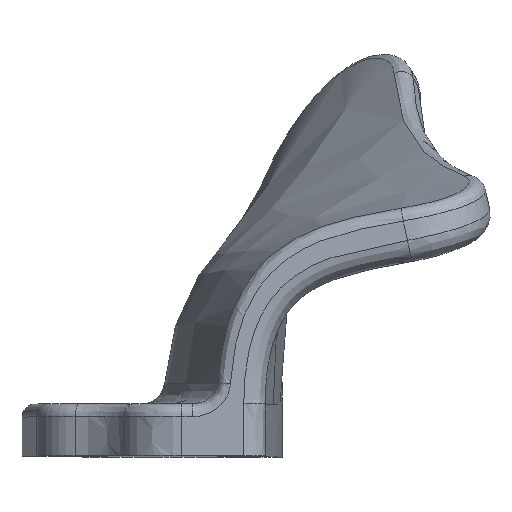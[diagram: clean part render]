
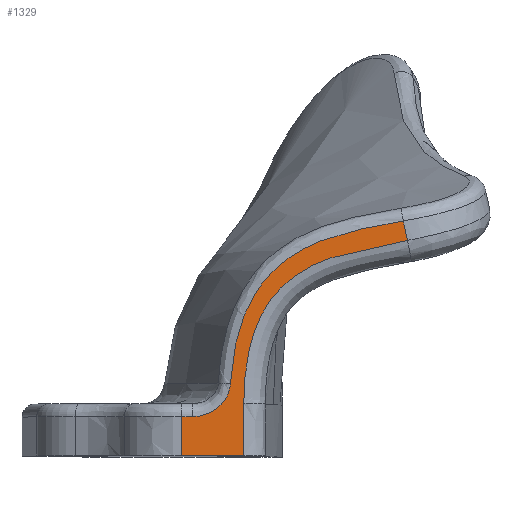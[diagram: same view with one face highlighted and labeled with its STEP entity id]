
A CAD part, top view. The second image highlights one B-rep face of the part: STEP entity #1329.
In plain terms, the highlighted planar face has unit normal (0, 0, 1).
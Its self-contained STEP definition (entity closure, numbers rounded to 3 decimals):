
#32=PLANE('',#1438);
#39=LINE('',#2493,#69);
#49=LINE('',#3462,#79);
#69=VECTOR('',#1530,10.);
#79=VECTOR('',#1566,10.);
#179=FACE_OUTER_BOUND('',#265,.T.);
#265=EDGE_LOOP('',(#1109,#1110,#1111,#1112,#1113,#1114,#1115,#1116));
#319=B_SPLINE_CURVE_WITH_KNOTS('',3,(#2533,#2534,#2535,#2536,#2537,#2538),
 .UNSPECIFIED.,.F.,.F.,(4,1,1,4),(0.,0.543,0.906,
1.268),.UNSPECIFIED.);
#320=B_SPLINE_CURVE_WITH_KNOTS('',3,(#2590,#2591,#2592,#2593,#2594,#2595,
#2596,#2597,#2598,#2599),.UNSPECIFIED.,.F.,.F.,(4,1,1,1,1,1,1,4),(-6.093,
-5.223,-4.352,-3.482,-2.611,
-1.741,-0.87,0.),.UNSPECIFIED.);
#357=B_SPLINE_CURVE_WITH_KNOTS('',3,(#3361,#3362,#3363,#3364),
 .UNSPECIFIED.,.F.,.F.,(4,4),(-1.2,-0.3),.UNSPECIFIED.);
#365=B_SPLINE_CURVE_WITH_KNOTS('',3,(#3618,#3619,#3620,#3621),
 .UNSPECIFIED.,.F.,.F.,(4,4),(-0.002,1.2),.UNSPECIFIED.);
#383=B_SPLINE_CURVE_WITH_KNOTS('',3,(#4280,#4281,#4282,#4283,#4284,#4285,
#4286,#4287,#4288,#4289,#4290,#4291,#4292,#4293,#4294,#4295,#4296,#4297,
#4298,#4299,#4300,#4301,#4302,#4303,#4304,#4305,#4306),.UNSPECIFIED.,.F.,
 .F.,(4,1,1,1,1,1,1,1,1,1,1,1,1,1,1,1,1,1,1,1,1,1,2,4),(-6.022,
-5.721,-5.42,-5.119,-4.817,
-4.516,-4.215,-3.914,-3.613,
-3.312,-3.011,-2.71,-2.409,
-2.108,-1.807,-1.505,-1.204,
-0.903,-0.602,-0.301,-0.151,
-0.075,0.,0.002),.UNSPECIFIED.);
#384=B_SPLINE_CURVE_WITH_KNOTS('',3,(#4308,#4309,#4310,#4311),
 .UNSPECIFIED.,.F.,.F.,(4,4),(-0.483,-0.027),
 .UNSPECIFIED.);
#506=VERTEX_POINT('',#2475);
#508=VERTEX_POINT('',#2489);
#510=VERTEX_POINT('',#2524);
#512=VERTEX_POINT('',#2589);
#536=VERTEX_POINT('',#3353);
#546=VERTEX_POINT('',#3451);
#561=VERTEX_POINT('',#3607);
#574=VERTEX_POINT('',#4074);
#656=EDGE_CURVE('',#506,#508,#39,.T.);
#659=EDGE_CURVE('',#508,#510,#319,.T.);
#660=EDGE_CURVE('',#510,#512,#320,.T.);
#705=EDGE_CURVE('',#536,#506,#357,.T.);
#719=EDGE_CURVE('',#546,#536,#49,.T.);
#744=EDGE_CURVE('',#561,#546,#365,.T.);
#771=EDGE_CURVE('',#574,#561,#383,.T.);
#772=EDGE_CURVE('',#512,#574,#384,.T.);
#1109=ORIENTED_EDGE('',*,*,#656,.F.);
#1110=ORIENTED_EDGE('',*,*,#705,.F.);
#1111=ORIENTED_EDGE('',*,*,#719,.F.);
#1112=ORIENTED_EDGE('',*,*,#744,.F.);
#1113=ORIENTED_EDGE('',*,*,#771,.F.);
#1114=ORIENTED_EDGE('',*,*,#772,.F.);
#1115=ORIENTED_EDGE('',*,*,#660,.F.);
#1116=ORIENTED_EDGE('',*,*,#659,.F.);
#1329=ADVANCED_FACE('',(#179),#32,.T.);
#1438=AXIS2_PLACEMENT_3D('',#4307,#1635,#1636);
#1530=DIRECTION('',(1.,0.,0.));
#1566=DIRECTION('',(-1.,0.,0.));
#1635=DIRECTION('center_axis',(0.,0.,1.));
#1636=DIRECTION('ref_axis',(-1.,0.,0.));
#2475=CARTESIAN_POINT('',(-22.13,-3.,0.));
#2489=CARTESIAN_POINT('',(-19.609,-3.,0.));
#2493=CARTESIAN_POINT('',(-10.803,-3.,0.));
#2524=CARTESIAN_POINT('',(-10.938,4.575,0.));
#2533=CARTESIAN_POINT('Ctrl Pts',(-19.609,-3.,0.));
#2534=CARTESIAN_POINT('Ctrl Pts',(-17.798,-3.,0.));
#2535=CARTESIAN_POINT('Ctrl Pts',(-14.777,-2.106,0.));
#2536=CARTESIAN_POINT('Ctrl Pts',(-11.761,1.002,0.));
#2537=CARTESIAN_POINT('Ctrl Pts',(-11.008,3.37,0.));
#2538=CARTESIAN_POINT('Ctrl Pts',(-10.938,4.575,0.));
#2589=CARTESIAN_POINT('',(28.801,41.96,0.));
#2590=CARTESIAN_POINT('Ctrl Pts',(-10.938,4.575,0.));
#2591=CARTESIAN_POINT('Ctrl Pts',(-10.77,7.472,0.));
#2592=CARTESIAN_POINT('Ctrl Pts',(-10.107,13.244,0.));
#2593=CARTESIAN_POINT('Ctrl Pts',(-7.595,21.637,0.));
#2594=CARTESIAN_POINT('Ctrl Pts',(-2.975,29.131,0.));
#2595=CARTESIAN_POINT('Ctrl Pts',(3.761,34.823,0.));
#2596=CARTESIAN_POINT('Ctrl Pts',(11.777,38.362,0.));
#2597=CARTESIAN_POINT('Ctrl Pts',(20.25,40.449,0.));
#2598=CARTESIAN_POINT('Ctrl Pts',(25.944,41.455,0.));
#2599=CARTESIAN_POINT('Ctrl Pts',(28.801,41.96,0.));
#3353=CARTESIAN_POINT('',(-22.13,-12.,0.));
#3361=CARTESIAN_POINT('Ctrl Pts',(-22.13,-12.,0.));
#3362=CARTESIAN_POINT('Ctrl Pts',(-22.13,-9.,0.));
#3363=CARTESIAN_POINT('Ctrl Pts',(-22.13,-6.,0.));
#3364=CARTESIAN_POINT('Ctrl Pts',(-22.13,-3.,0.));
#3451=CARTESIAN_POINT('',(-7.871,-12.,0.));
#3462=CARTESIAN_POINT('',(-116.742,-12.,0.));
#3607=CARTESIAN_POINT('',(-7.871,0.021,0.));
#3618=CARTESIAN_POINT('Ctrl Pts',(-7.871,0.021,
0.));
#3619=CARTESIAN_POINT('Ctrl Pts',(-7.871,-3.986,0.));
#3620=CARTESIAN_POINT('Ctrl Pts',(-7.871,-7.993,0.));
#3621=CARTESIAN_POINT('Ctrl Pts',(-7.871,-12.,0.));
#4074=CARTESIAN_POINT('',(29.772,37.503,0.));
#4280=CARTESIAN_POINT('Ctrl Pts',(29.772,37.503,0.));
#4281=CARTESIAN_POINT('Ctrl Pts',(28.784,37.323,0.));
#4282=CARTESIAN_POINT('Ctrl Pts',(26.811,36.964,0.));
#4283=CARTESIAN_POINT('Ctrl Pts',(23.855,36.411,0.));
#4284=CARTESIAN_POINT('Ctrl Pts',(20.904,35.821,0.));
#4285=CARTESIAN_POINT('Ctrl Pts',(17.965,35.166,0.));
#4286=CARTESIAN_POINT('Ctrl Pts',(15.049,34.409,0.));
#4287=CARTESIAN_POINT('Ctrl Pts',(12.174,33.511,0.));
#4288=CARTESIAN_POINT('Ctrl Pts',(9.362,32.426,0.));
#4289=CARTESIAN_POINT('Ctrl Pts',(6.649,31.112,0.));
#4290=CARTESIAN_POINT('Ctrl Pts',(4.08,29.532,0.));
#4291=CARTESIAN_POINT('Ctrl Pts',(1.709,27.669,0.));
#4292=CARTESIAN_POINT('Ctrl Pts',(-0.416,25.527,0.));
#4293=CARTESIAN_POINT('Ctrl Pts',(-2.256,23.135,0.));
#4294=CARTESIAN_POINT('Ctrl Pts',(-3.793,20.539,0.));
#4295=CARTESIAN_POINT('Ctrl Pts',(-5.034,17.791,0.));
#4296=CARTESIAN_POINT('Ctrl Pts',(-6.003,14.938,0.));
#4297=CARTESIAN_POINT('Ctrl Pts',(-6.732,12.014,0.));
#4298=CARTESIAN_POINT('Ctrl Pts',(-7.256,9.048,0.));
#4299=CARTESIAN_POINT('Ctrl Pts',(-7.606,6.056,0.));
#4300=CARTESIAN_POINT('Ctrl Pts',(-7.775,3.551,0.));
#4301=CARTESIAN_POINT('Ctrl Pts',(-7.84,1.796,0.));
#4302=CARTESIAN_POINT('Ctrl Pts',(-7.862,0.794,0.));
#4303=CARTESIAN_POINT('Ctrl Pts',(-7.869,0.292,0.));
#4304=CARTESIAN_POINT('Ctrl Pts',(-7.871,0.034,
0.));
#4305=CARTESIAN_POINT('Ctrl Pts',(-7.871,0.027,
0.));
#4306=CARTESIAN_POINT('Ctrl Pts',(-7.871,0.021,0.));
#4307=CARTESIAN_POINT('Origin',(0.,0.,0.));
#4308=CARTESIAN_POINT('Ctrl Pts',(28.801,41.96,0.));
#4309=CARTESIAN_POINT('Ctrl Pts',(29.122,40.474,0.));
#4310=CARTESIAN_POINT('Ctrl Pts',(29.444,38.988,0.));
#4311=CARTESIAN_POINT('Ctrl Pts',(29.772,37.503,0.));
